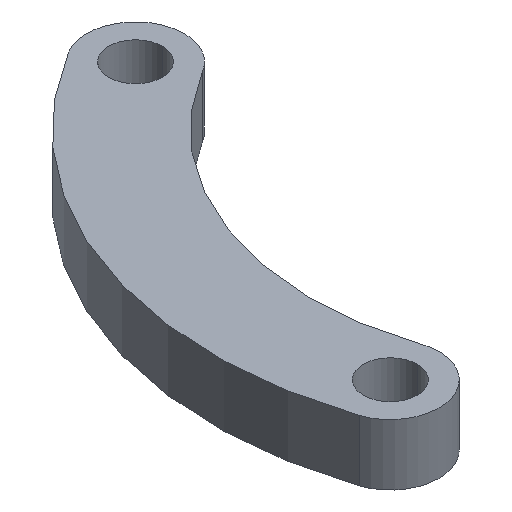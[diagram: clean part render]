
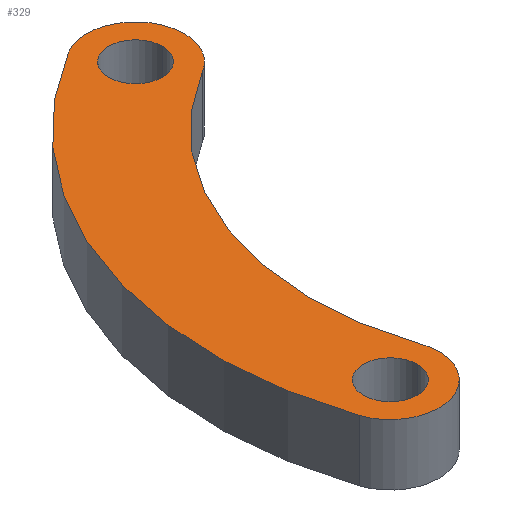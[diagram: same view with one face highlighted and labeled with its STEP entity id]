
A CAD part, isometric view. The second image highlights one B-rep face of the part: STEP entity #329.
In plain terms, the highlighted planar face has unit normal (0, 0, 1).
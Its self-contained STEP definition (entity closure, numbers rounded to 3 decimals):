
#63=CARTESIAN_POINT('Vertex',(1.028,11.285,2.5)) ;
#77=CARTESIAN_POINT('Vertex',(-1.028,14.715,2.5)) ;
#80=CARTESIAN_POINT('Axis2P3D Location',(0.,13.,2.5)) ;
#108=CARTESIAN_POINT('Vertex',(-7.956,-4.142,2.5)) ;
#111=CARTESIAN_POINT('Axis2P3D Location',(7.198,0.992,2.5)) ;
#139=CARTESIAN_POINT('Vertex',(-4.168,-2.858,2.5)) ;
#142=CARTESIAN_POINT('Axis2P3D Location',(-6.062,-3.5,2.5)) ;
#164=CARTESIAN_POINT('Axis2P3D Location',(7.198,0.992,2.5)) ;
#181=CARTESIAN_POINT('Axis2P3D Location',(-6.062,-3.5,2.5)) ;
#185=CARTESIAN_POINT('Vertex',(-7.162,-3.496,2.5)) ;
#187=CARTESIAN_POINT('Vertex',(-4.962,-3.504,2.5)) ;
#216=CARTESIAN_POINT('Axis2P3D Location',(-6.062,-3.5,2.5)) ;
#238=CARTESIAN_POINT('Axis2P3D Location',(0.,13.,2.5)) ;
#242=CARTESIAN_POINT('Vertex',(-1.1,13.,2.5)) ;
#244=CARTESIAN_POINT('Vertex',(1.1,13.,2.5)) ;
#273=CARTESIAN_POINT('Axis2P3D Location',(0.,13.,2.5)) ;
#310=CARTESIAN_POINT('Axis2P3D Location',(0.,0.,2.5)) ;
#81=DIRECTION('Axis2P3D Direction',(0.,0.,1.)) ;
#112=DIRECTION('Axis2P3D Direction',(0.,0.,1.)) ;
#143=DIRECTION('Axis2P3D Direction',(0.,0.,1.)) ;
#165=DIRECTION('Axis2P3D Direction',(0.,0.,1.)) ;
#182=DIRECTION('Axis2P3D Direction',(0.,0.,1.)) ;
#217=DIRECTION('Axis2P3D Direction',(0.,0.,1.)) ;
#239=DIRECTION('Axis2P3D Direction',(0.,0.,1.)) ;
#274=DIRECTION('Axis2P3D Direction',(0.,0.,1.)) ;
#311=DIRECTION('Axis2P3D Direction',(0.,0.,1.)) ;
#312=DIRECTION('Axis2P3D XDirection',(1.,0.,0.)) ;
#82=AXIS2_PLACEMENT_3D('Circle Axis2P3D',#80,#81,$) ;
#113=AXIS2_PLACEMENT_3D('Circle Axis2P3D',#111,#112,$) ;
#144=AXIS2_PLACEMENT_3D('Circle Axis2P3D',#142,#143,$) ;
#166=AXIS2_PLACEMENT_3D('Circle Axis2P3D',#164,#165,$) ;
#183=AXIS2_PLACEMENT_3D('Circle Axis2P3D',#181,#182,$) ;
#218=AXIS2_PLACEMENT_3D('Circle Axis2P3D',#216,#217,$) ;
#240=AXIS2_PLACEMENT_3D('Circle Axis2P3D',#238,#239,$) ;
#275=AXIS2_PLACEMENT_3D('Circle Axis2P3D',#273,#274,$) ;
#313=AXIS2_PLACEMENT_3D('Plane Axis2P3D',#310,#311,#312) ;
#316=ORIENTED_EDGE('',*,*,#84,.T.) ;
#317=ORIENTED_EDGE('',*,*,#115,.T.) ;
#318=ORIENTED_EDGE('',*,*,#146,.T.) ;
#319=ORIENTED_EDGE('',*,*,#168,.T.) ;
#322=ORIENTED_EDGE('',*,*,#189,.F.) ;
#323=ORIENTED_EDGE('',*,*,#220,.F.) ;
#326=ORIENTED_EDGE('',*,*,#246,.F.) ;
#327=ORIENTED_EDGE('',*,*,#277,.F.) ;
#324=FACE_BOUND('',#321,.T.) ;
#328=FACE_BOUND('',#325,.T.) ;
#329=ADVANCED_FACE('Corps principal',(#320,#324,#328),#314,.T.) ;
#83=CIRCLE('generated circle',#82,2.) ;
#114=CIRCLE('generated circle',#113,16.) ;
#145=CIRCLE('generated circle',#144,2.) ;
#167=CIRCLE('generated circle',#166,12.) ;
#184=CIRCLE('generated circle',#183,1.1) ;
#219=CIRCLE('generated circle',#218,1.1) ;
#241=CIRCLE('generated circle',#240,1.1) ;
#276=CIRCLE('generated circle',#275,1.1) ;
#84=EDGE_CURVE('',#64,#78,#83,.T.) ;
#115=EDGE_CURVE('',#78,#109,#114,.T.) ;
#146=EDGE_CURVE('',#109,#140,#145,.T.) ;
#168=EDGE_CURVE('',#140,#64,#167,.F.) ;
#189=EDGE_CURVE('',#186,#188,#184,.T.) ;
#220=EDGE_CURVE('',#188,#186,#219,.T.) ;
#246=EDGE_CURVE('',#243,#245,#241,.T.) ;
#277=EDGE_CURVE('',#245,#243,#276,.T.) ;
#315=EDGE_LOOP('',(#316,#317,#318,#319)) ;
#321=EDGE_LOOP('',(#322,#323)) ;
#325=EDGE_LOOP('',(#326,#327)) ;
#320=FACE_OUTER_BOUND('',#315,.T.) ;
#314=PLANE('Plane',#313) ;
#64=VERTEX_POINT('',#63) ;
#78=VERTEX_POINT('',#77) ;
#109=VERTEX_POINT('',#108) ;
#140=VERTEX_POINT('',#139) ;
#186=VERTEX_POINT('',#185) ;
#188=VERTEX_POINT('',#187) ;
#243=VERTEX_POINT('',#242) ;
#245=VERTEX_POINT('',#244) ;
